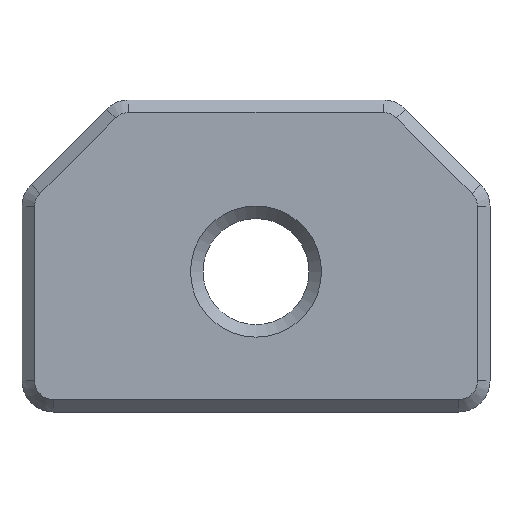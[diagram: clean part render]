
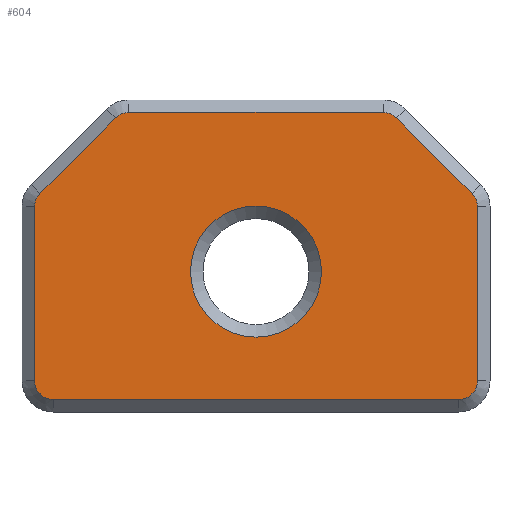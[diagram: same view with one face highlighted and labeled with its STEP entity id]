
A CAD part, front view. The second image highlights one B-rep face of the part: STEP entity #604.
In plain terms, the highlighted planar face has unit normal (0, -1, 0).
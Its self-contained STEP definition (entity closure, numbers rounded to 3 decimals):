
#16=FACE_BOUND('',#102,.T.);
#22=PLANE('',#664);
#59=FACE_OUTER_BOUND('',#101,.T.);
#101=EDGE_LOOP('',(#454,#455,#456,#457,#458,#459,#460,#461,#462,#463,#464,
#465));
#102=EDGE_LOOP('',(#466));
#160=LINE('',#977,#223);
#161=LINE('',#981,#224);
#162=LINE('',#985,#225);
#163=LINE('',#989,#226);
#164=LINE('',#993,#227);
#165=LINE('',#997,#228);
#223=VECTOR('',#770,3.414);
#224=VECTOR('',#773,8.172);
#225=VECTOR('',#776,3.414);
#226=VECTOR('',#779,5.586);
#227=VECTOR('',#782,13.);
#228=VECTOR('',#785,5.586);
#264=CIRCLE('',#656,2.1);
#266=CIRCLE('',#665,0.6);
#267=CIRCLE('',#666,0.6);
#268=CIRCLE('',#667,0.6);
#269=CIRCLE('',#668,0.6);
#270=CIRCLE('',#669,0.6);
#271=CIRCLE('',#670,0.6);
#287=VERTEX_POINT('',#918);
#311=VERTEX_POINT('',#975);
#312=VERTEX_POINT('',#976);
#313=VERTEX_POINT('',#978);
#314=VERTEX_POINT('',#980);
#315=VERTEX_POINT('',#982);
#316=VERTEX_POINT('',#984);
#317=VERTEX_POINT('',#986);
#318=VERTEX_POINT('',#988);
#319=VERTEX_POINT('',#990);
#320=VERTEX_POINT('',#992);
#321=VERTEX_POINT('',#994);
#322=VERTEX_POINT('',#996);
#336=EDGE_CURVE('',#287,#287,#264,.T.);
#361=EDGE_CURVE('',#311,#312,#160,.T.);
#362=EDGE_CURVE('',#312,#313,#266,.T.);
#363=EDGE_CURVE('',#313,#314,#161,.T.);
#364=EDGE_CURVE('',#314,#315,#267,.T.);
#365=EDGE_CURVE('',#315,#316,#162,.T.);
#366=EDGE_CURVE('',#316,#317,#268,.T.);
#367=EDGE_CURVE('',#317,#318,#163,.T.);
#368=EDGE_CURVE('',#318,#319,#269,.T.);
#369=EDGE_CURVE('',#319,#320,#164,.T.);
#370=EDGE_CURVE('',#320,#321,#270,.T.);
#371=EDGE_CURVE('',#321,#322,#165,.T.);
#372=EDGE_CURVE('',#322,#311,#271,.T.);
#454=ORIENTED_EDGE('',*,*,#361,.T.);
#455=ORIENTED_EDGE('',*,*,#362,.T.);
#456=ORIENTED_EDGE('',*,*,#363,.T.);
#457=ORIENTED_EDGE('',*,*,#364,.T.);
#458=ORIENTED_EDGE('',*,*,#365,.T.);
#459=ORIENTED_EDGE('',*,*,#366,.T.);
#460=ORIENTED_EDGE('',*,*,#367,.T.);
#461=ORIENTED_EDGE('',*,*,#368,.T.);
#462=ORIENTED_EDGE('',*,*,#369,.T.);
#463=ORIENTED_EDGE('',*,*,#370,.T.);
#464=ORIENTED_EDGE('',*,*,#371,.T.);
#465=ORIENTED_EDGE('',*,*,#372,.T.);
#466=ORIENTED_EDGE('',*,*,#336,.T.);
#604=ADVANCED_FACE('',(#59,#16),#22,.F.);
#656=AXIS2_PLACEMENT_3D('',#920,#729,#730);
#664=AXIS2_PLACEMENT_3D('',#974,#768,#769);
#665=AXIS2_PLACEMENT_3D('',#979,#771,#772);
#666=AXIS2_PLACEMENT_3D('',#983,#774,#775);
#667=AXIS2_PLACEMENT_3D('',#987,#777,#778);
#668=AXIS2_PLACEMENT_3D('',#991,#780,#781);
#669=AXIS2_PLACEMENT_3D('',#995,#783,#784);
#670=AXIS2_PLACEMENT_3D('',#998,#786,#787);
#729=DIRECTION('center_axis',(0.,1.,0.));
#730=DIRECTION('ref_axis',(0.,0.,-1.));
#768=DIRECTION('center_axis',(0.,1.,0.));
#769=DIRECTION('ref_axis',(-1.,0.,0.));
#770=DIRECTION('',(-0.707,0.,0.707));
#771=DIRECTION('center_axis',(0.,-1.,0.));
#772=DIRECTION('ref_axis',(0.,0.,1.));
#773=DIRECTION('',(-1.,0.,0.));
#774=DIRECTION('center_axis',(0.,-1.,0.));
#775=DIRECTION('ref_axis',(0.,0.,1.));
#776=DIRECTION('',(-0.707,0.,-0.707));
#777=DIRECTION('center_axis',(0.,-1.,0.));
#778=DIRECTION('ref_axis',(0.,0.,1.));
#779=DIRECTION('',(0.,0.,-1.));
#780=DIRECTION('center_axis',(0.,-1.,0.));
#781=DIRECTION('ref_axis',(0.,0.,1.));
#782=DIRECTION('',(1.,0.,0.));
#783=DIRECTION('center_axis',(0.,-1.,0.));
#784=DIRECTION('ref_axis',(0.,0.,1.));
#785=DIRECTION('',(0.,0.,1.));
#786=DIRECTION('center_axis',(0.,-1.,0.));
#787=DIRECTION('ref_axis',(0.,0.,1.));
#918=CARTESIAN_POINT('',(107.65,-113.95,35.139));
#920=CARTESIAN_POINT('Origin',(107.65,-113.95,37.239));
#974=CARTESIAN_POINT('Origin',(107.65,-113.95,37.739));
#975=CARTESIAN_POINT('',(114.574,-113.95,39.749));
#976=CARTESIAN_POINT('',(112.16,-113.95,42.163));
#977=CARTESIAN_POINT('',(114.574,-113.95,39.749));
#978=CARTESIAN_POINT('',(111.736,-113.95,42.339));
#979=CARTESIAN_POINT('Origin',(111.736,-113.95,41.739));
#980=CARTESIAN_POINT('',(103.564,-113.95,42.339));
#981=CARTESIAN_POINT('',(111.736,-113.95,42.339));
#982=CARTESIAN_POINT('',(103.14,-113.95,42.163));
#983=CARTESIAN_POINT('Origin',(103.564,-113.95,41.739));
#984=CARTESIAN_POINT('',(100.726,-113.95,39.749));
#985=CARTESIAN_POINT('',(103.14,-113.95,42.163));
#986=CARTESIAN_POINT('',(100.55,-113.95,39.325));
#987=CARTESIAN_POINT('Origin',(101.15,-113.95,39.325));
#988=CARTESIAN_POINT('',(100.55,-113.95,33.739));
#989=CARTESIAN_POINT('',(100.55,-113.95,39.325));
#990=CARTESIAN_POINT('',(101.15,-113.95,33.139));
#991=CARTESIAN_POINT('Origin',(101.15,-113.95,33.739));
#992=CARTESIAN_POINT('',(114.15,-113.95,33.139));
#993=CARTESIAN_POINT('',(101.15,-113.95,33.139));
#994=CARTESIAN_POINT('',(114.75,-113.95,33.739));
#995=CARTESIAN_POINT('Origin',(114.15,-113.95,33.739));
#996=CARTESIAN_POINT('',(114.75,-113.95,39.325));
#997=CARTESIAN_POINT('',(114.75,-113.95,33.739));
#998=CARTESIAN_POINT('Origin',(114.15,-113.95,39.325));
